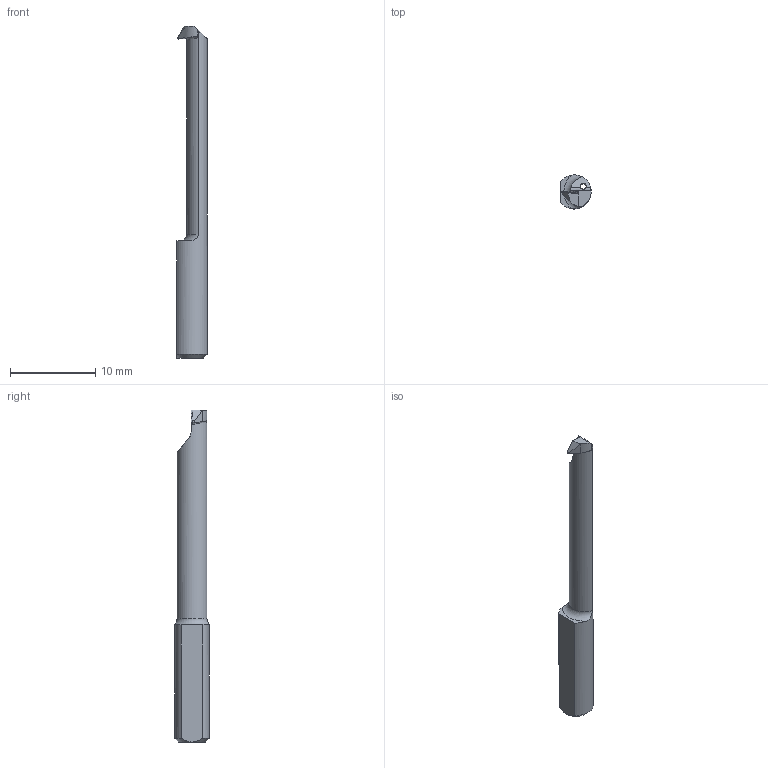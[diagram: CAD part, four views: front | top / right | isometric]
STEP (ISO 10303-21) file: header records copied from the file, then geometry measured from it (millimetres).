
FILE_DESCRIPTION (( 'STEP AP203' ), '1' );
FILE_NAME ('LP80.0004-25.step', '2024-05-17T10:12:24', ( '' ), ( '' ), 'SwSTEP 2.0', 'SolidWorks 2022', '' );
FILE_SCHEMA (( 'CONFIG_CONTROL_DESIGN' ));
Length unit declared in the file: millimetre
Products named in the file (1): LP80.0004-25
Bounding box: 3.55 x 4 x 39.01 mm (x, y, z)
Volume: 291.7 mm3; surface area: 485.6 mm2
Topology: 1 solids, 1 shells, 23 faces, 66 edges, 43 vertices
Faces by surface type: plane 12, cylinder 6, cone 2, torus 2, bspline 1
Full cylindrical faces by diameter (mm): 0.7 x1
Entity records: 902 total; most frequent: CARTESIAN_POINT 293, ORIENTED_EDGE 128, DIRECTION 91, EDGE_CURVE 64, VERTEX_POINT 42, AXIS2_PLACEMENT_3D 33, LINE 25, VECTOR 25
